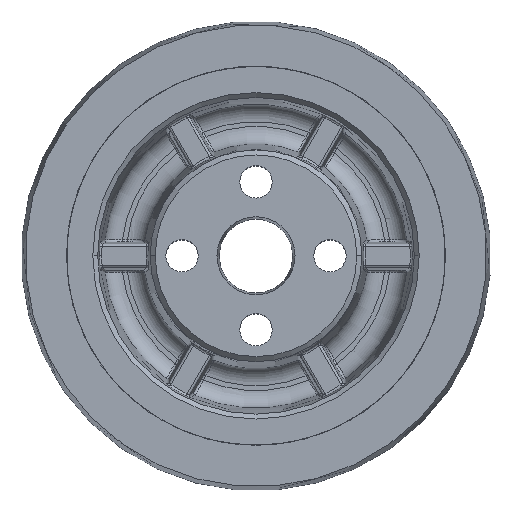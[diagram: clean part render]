
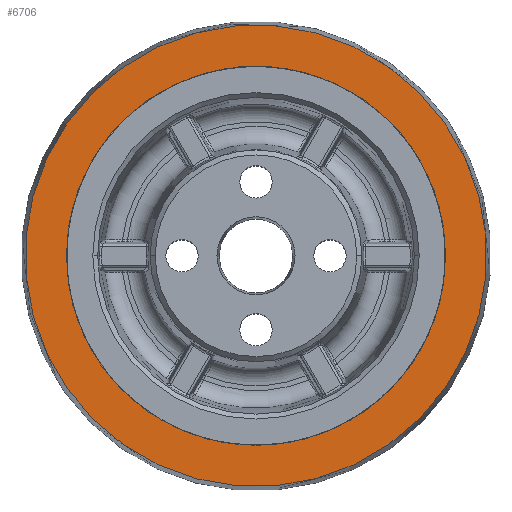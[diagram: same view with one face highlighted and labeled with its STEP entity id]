
A CAD part, top view. The second image highlights one B-rep face of the part: STEP entity #6706.
In plain terms, the highlighted face is planar.
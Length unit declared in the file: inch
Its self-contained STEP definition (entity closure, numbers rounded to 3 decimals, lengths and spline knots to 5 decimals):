
#179 = EDGE_LOOP ( 'NONE', ( #2793, #2207 ) ) ;
#638 = EDGE_CURVE ( 'NONE', #3144, #3053, #3066, .T. ) ;
#1031 = AXIS2_PLACEMENT_3D ( 'NONE', #4034, #7106, #1670 ) ;
#1062 = AXIS2_PLACEMENT_3D ( 'NONE', #1821, #7815, #1182 ) ;
#1182 = DIRECTION ( 'NONE',  ( 0., 0., -1. ) ) ;
#1490 = DIRECTION ( 'NONE',  ( 0., 0., 1. ) ) ;
#1569 = CARTESIAN_POINT ( 'NONE',  ( -0.5, 0., 0.80754 ) ) ;
#1670 = DIRECTION ( 'NONE',  ( 0., 0., 1. ) ) ;
#1717 = AXIS2_PLACEMENT_3D ( 'NONE', #3947, #7610, #6268 ) ;
#1821 = CARTESIAN_POINT ( 'NONE',  ( -0.5, 0.98254, 0. ) ) ;
#2083 = CIRCLE ( 'NONE', #1717, 0.98254 ) ;
#2207 = ORIENTED_EDGE ( 'NONE', *, *, #3102, .T. ) ;
#2793 = ORIENTED_EDGE ( 'NONE', *, *, #4433, .T. ) ;
#2879 = ORIENTED_EDGE ( 'NONE', *, *, #638, .F. ) ;
#2976 = VERTEX_POINT ( 'NONE', #4390 ) ;
#3053 = VERTEX_POINT ( 'NONE', #1569 ) ;
#3066 = CIRCLE ( 'NONE', #1031, 0.80754 ) ;
#3102 = EDGE_CURVE ( 'NONE', #2976, #6810, #5373, .T. ) ;
#3144 = VERTEX_POINT ( 'NONE', #3422 ) ;
#3422 = CARTESIAN_POINT ( 'NONE',  ( -0.5, 0., -0.80754 ) ) ;
#3947 = CARTESIAN_POINT ( 'NONE',  ( -0.5, 0., 0. ) ) ;
#3959 = EDGE_CURVE ( 'NONE', #3053, #3144, #7287, .T. ) ;
#4034 = CARTESIAN_POINT ( 'NONE',  ( -0.5, 0., 0. ) ) ;
#4101 = FACE_BOUND ( 'NONE', #5788, .T. ) ;
#4390 = CARTESIAN_POINT ( 'NONE',  ( -0.5, 0., 0.98254 ) ) ;
#4433 = EDGE_CURVE ( 'NONE', #6810, #2976, #2083, .T. ) ;
#4470 = AXIS2_PLACEMENT_3D ( 'NONE', #5969, #7200, #4638 ) ;
#4638 = DIRECTION ( 'NONE',  ( 0., 0., 1. ) ) ;
#5040 = CARTESIAN_POINT ( 'NONE',  ( -0.5, 0., 0. ) ) ;
#5169 = ORIENTED_EDGE ( 'NONE', *, *, #3959, .F. ) ;
#5373 = CIRCLE ( 'NONE', #4470, 0.98254 ) ;
#5384 = FACE_OUTER_BOUND ( 'NONE', #179, .T. ) ;
#5420 = CARTESIAN_POINT ( 'NONE',  ( -0.5, 0., -0.98254 ) ) ;
#5788 = EDGE_LOOP ( 'NONE', ( #2879, #5169 ) ) ;
#5969 = CARTESIAN_POINT ( 'NONE',  ( -0.5, 0., 0. ) ) ;
#6268 = DIRECTION ( 'NONE',  ( 0., 0., 1. ) ) ;
#6530 = AXIS2_PLACEMENT_3D ( 'NONE', #5040, #6879, #1490 ) ;
#6706 = ADVANCED_FACE ( 'NONE', ( #4101, #5384 ), #7178, .F. ) ;
#6810 = VERTEX_POINT ( 'NONE', #5420 ) ;
#6879 = DIRECTION ( 'NONE',  ( -1., 0., 0. ) ) ;
#7106 = DIRECTION ( 'NONE',  ( -1., 0., 0. ) ) ;
#7178 = PLANE ( 'NONE',  #1062 ) ;
#7200 = DIRECTION ( 'NONE',  ( -1., 0., 0. ) ) ;
#7287 = CIRCLE ( 'NONE', #6530, 0.80754 ) ;
#7610 = DIRECTION ( 'NONE',  ( -1., 0., 0. ) ) ;
#7815 = DIRECTION ( 'NONE',  ( 1., 0., 0. ) ) ;
